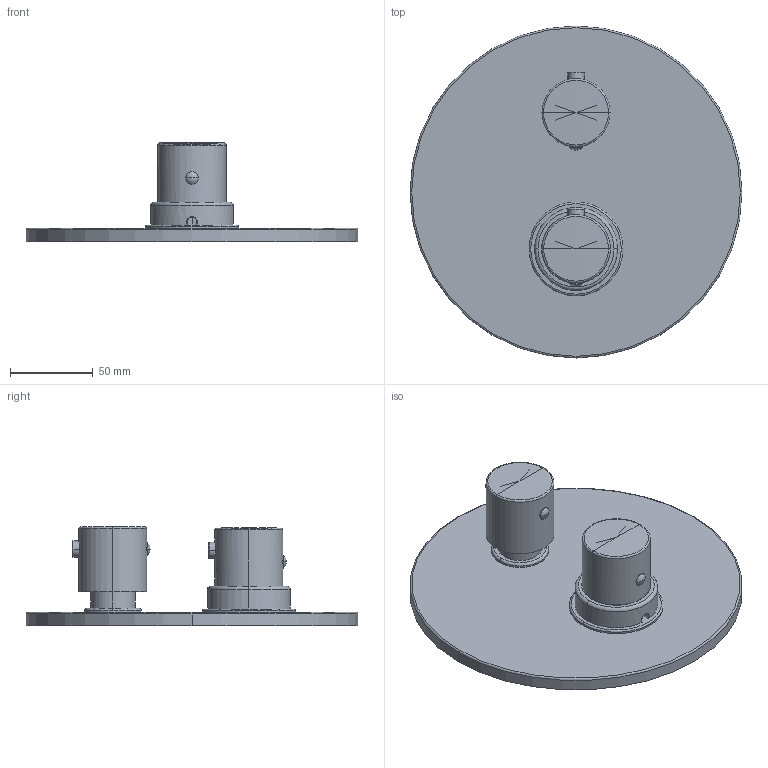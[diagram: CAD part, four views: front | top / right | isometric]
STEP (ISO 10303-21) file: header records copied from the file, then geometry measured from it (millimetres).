
FILE_DESCRIPTION((''),'2;1');
FILE_NAME('LIQ013CR','2021-01-15T14:08:11',('ut3'),('PAFFONI SpA'),'CREO PARAMETRIC BY PTC INC, 2020044','CREO PARAMETRIC BY PTC INC, 2020044','');
FILE_SCHEMA(('CONFIG_CONTROL_DESIGN','SHAPE_APPEARANCE_LAYERS_GROUPS'));
Length unit declared in the file: millimetre
Products named in the file (1): LIQ013CR
Bounding box: 200 x 200 x 59.77 mm (x, y, z)
Volume: 374530.3 mm3; surface area: 89499.5 mm2
Topology: 1 solids, 1 shells, 111 faces, 266 edges, 164 vertices
Faces by surface type: cylinder 52, plane 31, torus 16, cone 8, sphere 4
Entity records: 4890 total; most frequent: CARTESIAN_POINT 1468, DIRECTION 562, ORIENTED_EDGE 516, EDGE_CURVE 258, AXIS2_PLACEMENT_3D 232, VERTEX_POINT 164, EDGE_LOOP 140, CIRCLE 121
